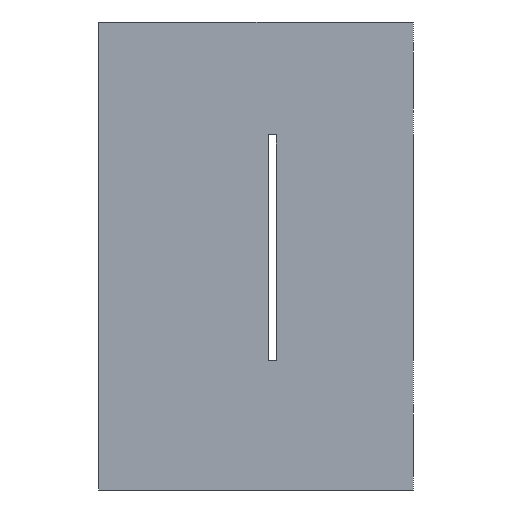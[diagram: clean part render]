
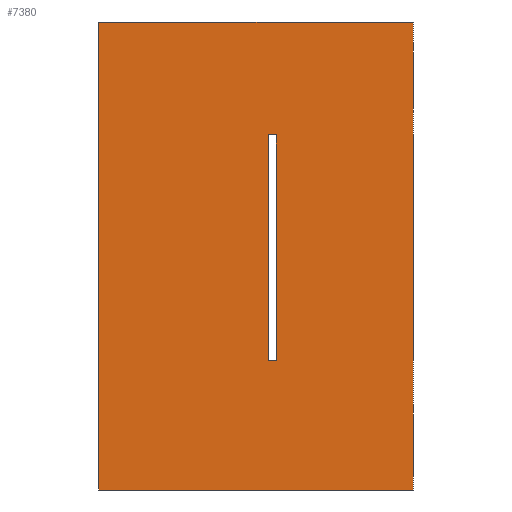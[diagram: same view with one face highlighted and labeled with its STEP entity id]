
A CAD part, left-side view. The second image highlights one B-rep face of the part: STEP entity #7380.
In plain terms, the highlighted planar face has unit normal (-1, 0, 0).
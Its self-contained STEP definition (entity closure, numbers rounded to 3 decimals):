
#2636 = PLANE('',#2637);
#2637 = AXIS2_PLACEMENT_3D('',#2638,#2639,#2640);
#2638 = CARTESIAN_POINT('',(-23.5,-28.5,58.));
#2639 = DIRECTION('',(0.,0.,1.));
#2640 = DIRECTION('',(1.,0.,0.));
#2664 = PLANE('',#2665);
#2665 = AXIS2_PLACEMENT_3D('',#2666,#2667,#2668);
#2666 = CARTESIAN_POINT('',(-23.5,-28.5,0.));
#2667 = DIRECTION('',(0.,1.,0.));
#2668 = DIRECTION('',(0.,0.,1.));
#2690 = PLANE('',#2691);
#2691 = AXIS2_PLACEMENT_3D('',#2692,#2693,#2694);
#2692 = CARTESIAN_POINT('',(-23.5,-28.5,0.));
#2693 = DIRECTION('',(0.,0.,1.));
#2694 = DIRECTION('',(1.,0.,0.));
#4294 = VERTEX_POINT('',#4295);
#4295 = CARTESIAN_POINT('',(-23.5,10.5,58.));
#4311 = PLANE('',#4312);
#4312 = AXIS2_PLACEMENT_3D('',#4313,#4314,#4315);
#4313 = CARTESIAN_POINT('',(-23.5,10.5,0.));
#4314 = DIRECTION('',(0.,1.,0.));
#4315 = DIRECTION('',(0.,0.,1.));
#4323 = EDGE_CURVE('',#4324,#4294,#4326,.T.);
#4324 = VERTEX_POINT('',#4325);
#4325 = CARTESIAN_POINT('',(-23.5,-28.5,58.));
#4326 = SURFACE_CURVE('',#4327,(#4331,#4338),.PCURVE_S1.);
#4327 = LINE('',#4328,#4329);
#4328 = CARTESIAN_POINT('',(-23.5,-28.5,58.));
#4329 = VECTOR('',#4330,1.);
#4330 = DIRECTION('',(0.,1.,0.));
#4331 = PCURVE('',#2636,#4332);
#4332 = DEFINITIONAL_REPRESENTATION('',(#4333),#4337);
#4333 = LINE('',#4334,#4335);
#4334 = CARTESIAN_POINT('',(0.,0.));
#4335 = VECTOR('',#4336,1.);
#4336 = DIRECTION('',(0.,1.));
#4337 = ( GEOMETRIC_REPRESENTATION_CONTEXT(2) 
PARAMETRIC_REPRESENTATION_CONTEXT() REPRESENTATION_CONTEXT('2D SPACE',''
  ) );
#4338 = PCURVE('',#4339,#4344);
#4339 = PLANE('',#4340);
#4340 = AXIS2_PLACEMENT_3D('',#4341,#4342,#4343);
#4341 = CARTESIAN_POINT('',(-23.5,-28.5,0.));
#4342 = DIRECTION('',(1.,0.,0.));
#4343 = DIRECTION('',(0.,0.,1.));
#4344 = DEFINITIONAL_REPRESENTATION('',(#4345),#4349);
#4345 = LINE('',#4346,#4347);
#4346 = CARTESIAN_POINT('',(58.,0.));
#4347 = VECTOR('',#4348,1.);
#4348 = DIRECTION('',(0.,-1.));
#4349 = ( GEOMETRIC_REPRESENTATION_CONTEXT(2) 
PARAMETRIC_REPRESENTATION_CONTEXT() REPRESENTATION_CONTEXT('2D SPACE',''
  ) );
#4660 = VERTEX_POINT('',#4661);
#4661 = CARTESIAN_POINT('',(-23.5,10.5,0.));
#4684 = EDGE_CURVE('',#4685,#4660,#4687,.T.);
#4685 = VERTEX_POINT('',#4686);
#4686 = CARTESIAN_POINT('',(-23.5,-28.5,0.));
#4687 = SURFACE_CURVE('',#4688,(#4692,#4699),.PCURVE_S1.);
#4688 = LINE('',#4689,#4690);
#4689 = CARTESIAN_POINT('',(-23.5,-28.5,0.));
#4690 = VECTOR('',#4691,1.);
#4691 = DIRECTION('',(0.,1.,0.));
#4692 = PCURVE('',#2690,#4693);
#4693 = DEFINITIONAL_REPRESENTATION('',(#4694),#4698);
#4694 = LINE('',#4695,#4696);
#4695 = CARTESIAN_POINT('',(0.,0.));
#4696 = VECTOR('',#4697,1.);
#4697 = DIRECTION('',(0.,1.));
#4698 = ( GEOMETRIC_REPRESENTATION_CONTEXT(2) 
PARAMETRIC_REPRESENTATION_CONTEXT() REPRESENTATION_CONTEXT('2D SPACE',''
  ) );
#4699 = PCURVE('',#4339,#4700);
#4700 = DEFINITIONAL_REPRESENTATION('',(#4701),#4705);
#4701 = LINE('',#4702,#4703);
#4702 = CARTESIAN_POINT('',(0.,0.));
#4703 = VECTOR('',#4704,1.);
#4704 = DIRECTION('',(0.,-1.));
#4705 = ( GEOMETRIC_REPRESENTATION_CONTEXT(2) 
PARAMETRIC_REPRESENTATION_CONTEXT() REPRESENTATION_CONTEXT('2D SPACE',''
  ) );
#4784 = EDGE_CURVE('',#4685,#4324,#4785,.T.);
#4785 = SURFACE_CURVE('',#4786,(#4790,#4797),.PCURVE_S1.);
#4786 = LINE('',#4787,#4788);
#4787 = CARTESIAN_POINT('',(-23.5,-28.5,0.));
#4788 = VECTOR('',#4789,1.);
#4789 = DIRECTION('',(0.,0.,1.));
#4790 = PCURVE('',#2664,#4791);
#4791 = DEFINITIONAL_REPRESENTATION('',(#4792),#4796);
#4792 = LINE('',#4793,#4794);
#4793 = CARTESIAN_POINT('',(0.,0.));
#4794 = VECTOR('',#4795,1.);
#4795 = DIRECTION('',(1.,0.));
#4796 = ( GEOMETRIC_REPRESENTATION_CONTEXT(2) 
PARAMETRIC_REPRESENTATION_CONTEXT() REPRESENTATION_CONTEXT('2D SPACE',''
  ) );
#4797 = PCURVE('',#4339,#4798);
#4798 = DEFINITIONAL_REPRESENTATION('',(#4799),#4803);
#4799 = LINE('',#4800,#4801);
#4800 = CARTESIAN_POINT('',(0.,0.));
#4801 = VECTOR('',#4802,1.);
#4802 = DIRECTION('',(1.,0.));
#4803 = ( GEOMETRIC_REPRESENTATION_CONTEXT(2) 
PARAMETRIC_REPRESENTATION_CONTEXT() REPRESENTATION_CONTEXT('2D SPACE',''
  ) );
#7185 = EDGE_CURVE('',#4660,#4294,#7186,.T.);
#7186 = SURFACE_CURVE('',#7187,(#7191,#7198),.PCURVE_S1.);
#7187 = LINE('',#7188,#7189);
#7188 = CARTESIAN_POINT('',(-23.5,10.5,0.));
#7189 = VECTOR('',#7190,1.);
#7190 = DIRECTION('',(0.,0.,1.));
#7191 = PCURVE('',#4311,#7192);
#7192 = DEFINITIONAL_REPRESENTATION('',(#7193),#7197);
#7193 = LINE('',#7194,#7195);
#7194 = CARTESIAN_POINT('',(0.,0.));
#7195 = VECTOR('',#7196,1.);
#7196 = DIRECTION('',(1.,0.));
#7197 = ( GEOMETRIC_REPRESENTATION_CONTEXT(2) 
PARAMETRIC_REPRESENTATION_CONTEXT() REPRESENTATION_CONTEXT('2D SPACE',''
  ) );
#7198 = PCURVE('',#4339,#7199);
#7199 = DEFINITIONAL_REPRESENTATION('',(#7200),#7204);
#7200 = LINE('',#7201,#7202);
#7201 = CARTESIAN_POINT('',(0.,-39.));
#7202 = VECTOR('',#7203,1.);
#7203 = DIRECTION('',(1.,0.));
#7204 = ( GEOMETRIC_REPRESENTATION_CONTEXT(2) 
PARAMETRIC_REPRESENTATION_CONTEXT() REPRESENTATION_CONTEXT('2D SPACE',''
  ) );
#7380 = ADVANCED_FACE('',(#7381,#7387),#4339,.F.);
#7381 = FACE_BOUND('',#7382,.F.);
#7382 = EDGE_LOOP('',(#7383,#7384,#7385,#7386));
#7383 = ORIENTED_EDGE('',*,*,#4784,.F.);
#7384 = ORIENTED_EDGE('',*,*,#4684,.T.);
#7385 = ORIENTED_EDGE('',*,*,#7185,.T.);
#7386 = ORIENTED_EDGE('',*,*,#4323,.F.);
#7387 = FACE_BOUND('',#7388,.F.);
#7388 = EDGE_LOOP('',(#7389,#7417,#7443,#7469));
#7389 = ORIENTED_EDGE('',*,*,#7390,.F.);
#7390 = EDGE_CURVE('',#7391,#7393,#7395,.T.);
#7391 = VERTEX_POINT('',#7392);
#7392 = CARTESIAN_POINT('',(-23.5,-10.5,16.));
#7393 = VERTEX_POINT('',#7394);
#7394 = CARTESIAN_POINT('',(-23.5,-10.5,44.));
#7395 = SURFACE_CURVE('',#7396,(#7400,#7406),.PCURVE_S1.);
#7396 = LINE('',#7397,#7398);
#7397 = CARTESIAN_POINT('',(-23.5,-10.5,8.));
#7398 = VECTOR('',#7399,1.);
#7399 = DIRECTION('',(0.,0.,1.));
#7400 = PCURVE('',#4339,#7401);
#7401 = DEFINITIONAL_REPRESENTATION('',(#7402),#7405);
#7402 = B_SPLINE_CURVE_WITH_KNOTS('',1,(#7403,#7404),.UNSPECIFIED.,.F.,
  .F.,(2,2),(5.2,38.8),.PIECEWISE_BEZIER_KNOTS.);
#7403 = CARTESIAN_POINT('',(13.2,-18.));
#7404 = CARTESIAN_POINT('',(46.8,-18.));
#7405 = ( GEOMETRIC_REPRESENTATION_CONTEXT(2) 
PARAMETRIC_REPRESENTATION_CONTEXT() REPRESENTATION_CONTEXT('2D SPACE',''
  ) );
#7406 = PCURVE('',#7407,#7412);
#7407 = PLANE('',#7408);
#7408 = AXIS2_PLACEMENT_3D('',#7409,#7410,#7411);
#7409 = CARTESIAN_POINT('',(-25.,-10.5,16.));
#7410 = DIRECTION('',(0.,1.,0.));
#7411 = DIRECTION('',(0.,0.,1.));
#7412 = DEFINITIONAL_REPRESENTATION('',(#7413),#7416);
#7413 = B_SPLINE_CURVE_WITH_KNOTS('',1,(#7414,#7415),.UNSPECIFIED.,.F.,
  .F.,(2,2),(5.2,38.8),.PIECEWISE_BEZIER_KNOTS.);
#7414 = CARTESIAN_POINT('',(-2.8,1.5));
#7415 = CARTESIAN_POINT('',(30.8,1.5));
#7416 = ( GEOMETRIC_REPRESENTATION_CONTEXT(2) 
PARAMETRIC_REPRESENTATION_CONTEXT() REPRESENTATION_CONTEXT('2D SPACE',''
  ) );
#7417 = ORIENTED_EDGE('',*,*,#7418,.T.);
#7418 = EDGE_CURVE('',#7391,#7419,#7421,.T.);
#7419 = VERTEX_POINT('',#7420);
#7420 = CARTESIAN_POINT('',(-23.5,-11.5,16.));
#7421 = SURFACE_CURVE('',#7422,(#7426,#7432),.PCURVE_S1.);
#7422 = LINE('',#7423,#7424);
#7423 = CARTESIAN_POINT('',(-23.5,-20.,16.));
#7424 = VECTOR('',#7425,1.);
#7425 = DIRECTION('',(0.,-1.,0.));
#7426 = PCURVE('',#4339,#7427);
#7427 = DEFINITIONAL_REPRESENTATION('',(#7428),#7431);
#7428 = B_SPLINE_CURVE_WITH_KNOTS('',1,(#7429,#7430),.UNSPECIFIED.,.F.,
  .F.,(2,2),(-9.6,-8.4),.PIECEWISE_BEZIER_KNOTS.);
#7429 = CARTESIAN_POINT('',(16.,-18.1));
#7430 = CARTESIAN_POINT('',(16.,-16.9));
#7431 = ( GEOMETRIC_REPRESENTATION_CONTEXT(2) 
PARAMETRIC_REPRESENTATION_CONTEXT() REPRESENTATION_CONTEXT('2D SPACE',''
  ) );
#7432 = PCURVE('',#7433,#7438);
#7433 = PLANE('',#7434);
#7434 = AXIS2_PLACEMENT_3D('',#7435,#7436,#7437);
#7435 = CARTESIAN_POINT('',(-25.,-11.5,16.));
#7436 = DIRECTION('',(0.,0.,1.));
#7437 = DIRECTION('',(1.,0.,0.));
#7438 = DEFINITIONAL_REPRESENTATION('',(#7439),#7442);
#7439 = B_SPLINE_CURVE_WITH_KNOTS('',1,(#7440,#7441),.UNSPECIFIED.,.F.,
  .F.,(2,2),(-9.6,-8.4),.PIECEWISE_BEZIER_KNOTS.);
#7440 = CARTESIAN_POINT('',(1.5,1.1));
#7441 = CARTESIAN_POINT('',(1.5,-0.1));
#7442 = ( GEOMETRIC_REPRESENTATION_CONTEXT(2) 
PARAMETRIC_REPRESENTATION_CONTEXT() REPRESENTATION_CONTEXT('2D SPACE',''
  ) );
#7443 = ORIENTED_EDGE('',*,*,#7444,.T.);
#7444 = EDGE_CURVE('',#7419,#7445,#7447,.T.);
#7445 = VERTEX_POINT('',#7446);
#7446 = CARTESIAN_POINT('',(-23.5,-11.5,44.));
#7447 = SURFACE_CURVE('',#7448,(#7452,#7458),.PCURVE_S1.);
#7448 = LINE('',#7449,#7450);
#7449 = CARTESIAN_POINT('',(-23.5,-11.5,8.));
#7450 = VECTOR('',#7451,1.);
#7451 = DIRECTION('',(0.,0.,1.));
#7452 = PCURVE('',#4339,#7453);
#7453 = DEFINITIONAL_REPRESENTATION('',(#7454),#7457);
#7454 = B_SPLINE_CURVE_WITH_KNOTS('',1,(#7455,#7456),.UNSPECIFIED.,.F.,
  .F.,(2,2),(5.2,38.8),.PIECEWISE_BEZIER_KNOTS.);
#7455 = CARTESIAN_POINT('',(13.2,-17.));
#7456 = CARTESIAN_POINT('',(46.8,-17.));
#7457 = ( GEOMETRIC_REPRESENTATION_CONTEXT(2) 
PARAMETRIC_REPRESENTATION_CONTEXT() REPRESENTATION_CONTEXT('2D SPACE',''
  ) );
#7458 = PCURVE('',#7459,#7464);
#7459 = PLANE('',#7460);
#7460 = AXIS2_PLACEMENT_3D('',#7461,#7462,#7463);
#7461 = CARTESIAN_POINT('',(-25.,-11.5,16.));
#7462 = DIRECTION('',(0.,1.,0.));
#7463 = DIRECTION('',(0.,0.,1.));
#7464 = DEFINITIONAL_REPRESENTATION('',(#7465),#7468);
#7465 = B_SPLINE_CURVE_WITH_KNOTS('',1,(#7466,#7467),.UNSPECIFIED.,.F.,
  .F.,(2,2),(5.2,38.8),.PIECEWISE_BEZIER_KNOTS.);
#7466 = CARTESIAN_POINT('',(-2.8,1.5));
#7467 = CARTESIAN_POINT('',(30.8,1.5));
#7468 = ( GEOMETRIC_REPRESENTATION_CONTEXT(2) 
PARAMETRIC_REPRESENTATION_CONTEXT() REPRESENTATION_CONTEXT('2D SPACE',''
  ) );
#7469 = ORIENTED_EDGE('',*,*,#7470,.F.);
#7470 = EDGE_CURVE('',#7393,#7445,#7471,.T.);
#7471 = SURFACE_CURVE('',#7472,(#7476,#7482),.PCURVE_S1.);
#7472 = LINE('',#7473,#7474);
#7473 = CARTESIAN_POINT('',(-23.5,-20.,44.));
#7474 = VECTOR('',#7475,1.);
#7475 = DIRECTION('',(0.,-1.,0.));
#7476 = PCURVE('',#4339,#7477);
#7477 = DEFINITIONAL_REPRESENTATION('',(#7478),#7481);
#7478 = B_SPLINE_CURVE_WITH_KNOTS('',1,(#7479,#7480),.UNSPECIFIED.,.F.,
  .F.,(2,2),(-9.6,-8.4),.PIECEWISE_BEZIER_KNOTS.);
#7479 = CARTESIAN_POINT('',(44.,-18.1));
#7480 = CARTESIAN_POINT('',(44.,-16.9));
#7481 = ( GEOMETRIC_REPRESENTATION_CONTEXT(2) 
PARAMETRIC_REPRESENTATION_CONTEXT() REPRESENTATION_CONTEXT('2D SPACE',''
  ) );
#7482 = PCURVE('',#7483,#7488);
#7483 = PLANE('',#7484);
#7484 = AXIS2_PLACEMENT_3D('',#7485,#7486,#7487);
#7485 = CARTESIAN_POINT('',(-25.,-11.5,44.));
#7486 = DIRECTION('',(0.,0.,1.));
#7487 = DIRECTION('',(1.,0.,0.));
#7488 = DEFINITIONAL_REPRESENTATION('',(#7489),#7492);
#7489 = B_SPLINE_CURVE_WITH_KNOTS('',1,(#7490,#7491),.UNSPECIFIED.,.F.,
  .F.,(2,2),(-9.6,-8.4),.PIECEWISE_BEZIER_KNOTS.);
#7490 = CARTESIAN_POINT('',(1.5,1.1));
#7491 = CARTESIAN_POINT('',(1.5,-0.1));
#7492 = ( GEOMETRIC_REPRESENTATION_CONTEXT(2) 
PARAMETRIC_REPRESENTATION_CONTEXT() REPRESENTATION_CONTEXT('2D SPACE',''
  ) );
